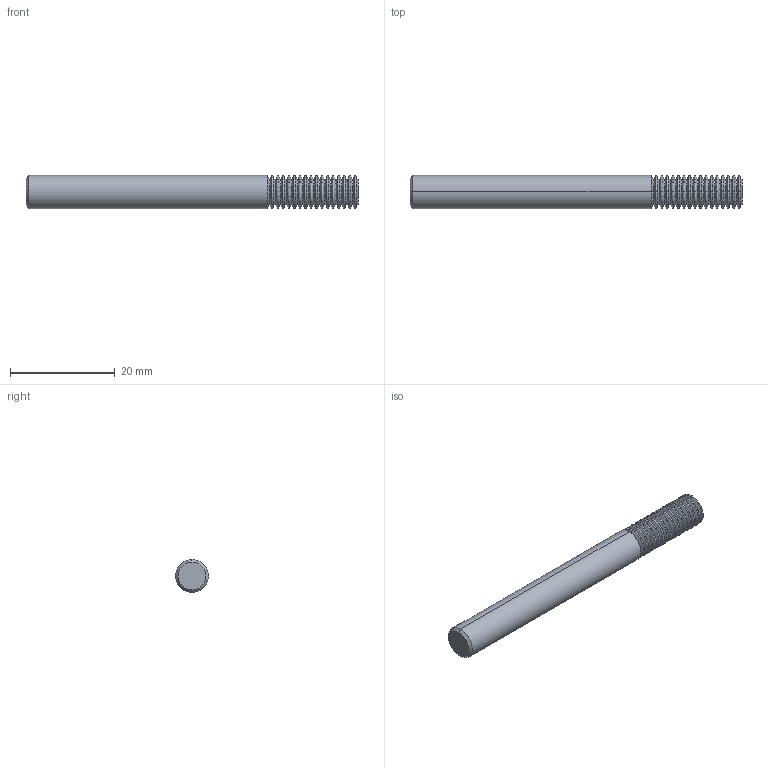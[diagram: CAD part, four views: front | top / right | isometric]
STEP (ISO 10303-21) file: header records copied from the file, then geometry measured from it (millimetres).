
FILE_DESCRIPTION (( 'STEP AP203' ), '1' );
FILE_NAME ('104001-TM245-24EXJ.STEP', '2023-12-12T20:01:53', ( '' ), ( '' ), 'SwSTEP 2.0', 'SolidWorks 2022', '' );
FILE_SCHEMA (( 'CONFIG_CONTROL_DESIGN' ));
Length unit declared in the file: inch
Products named in the file (1): 104001-TM245-24EXJ
Bounding box: 63.5 x 6.34 x 6.34 mm (x, y, z)
Volume: 1888.8 mm3; surface area: 1473 mm2
Topology: 1 solids, 1 shells, 138 faces, 274 edges, 138 vertices
Faces by surface type: cone 68, cylinder 36, torus 32, plane 2
Entity records: 3555 total; most frequent: DIRECTION 722, CARTESIAN_POINT 551, ORIENTED_EDGE 548, AXIS2_PLACEMENT_3D 309, EDGE_CURVE 274, CIRCLE 170, EDGE_LOOP 138, VERTEX_POINT 138
